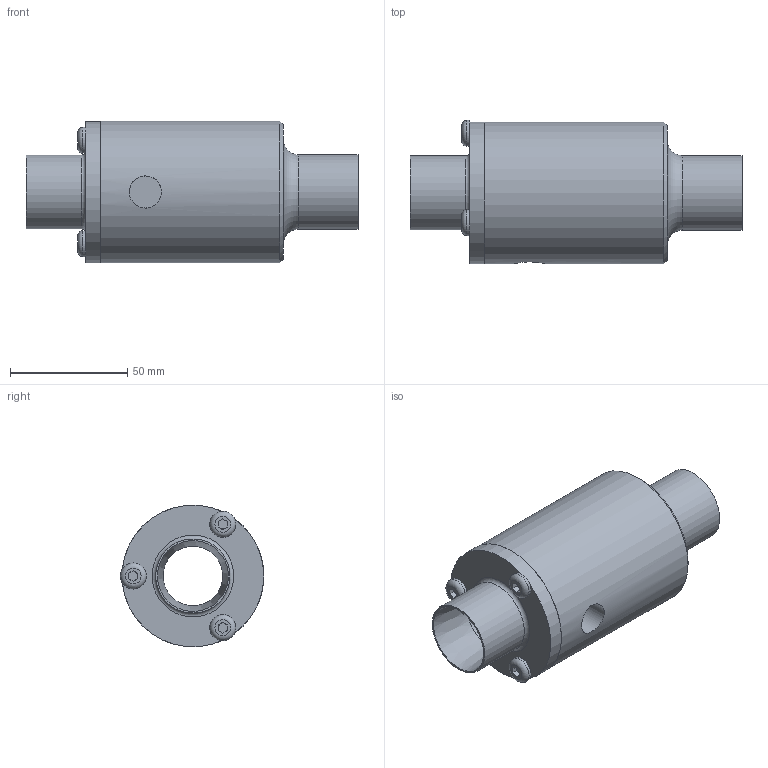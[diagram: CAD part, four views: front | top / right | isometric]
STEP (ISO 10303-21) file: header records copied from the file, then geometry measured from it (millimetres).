
FILE_DESCRIPTION(/* description */ (''),/* implementation_level */ '2;1');
FILE_NAME(/* name */ '170125-DIM.stp',/* time_stamp */ '2025-05-22T07:34:47-04:00',/* author */ ('AdamLaub'),/* organization */ (''),/* preprocessor_version */ 'ST-DEVELOPER v20',/* originating_system */ 'Autodesk Inventor 2025',/* authorisation */ '');
FILE_SCHEMA (('AUTOMOTIVE_DESIGN { 1 0 10303 214 3 1 1 }'));
Length unit declared in the file: inch
Products named in the file (4): 170125-A-DIM; 902453; 6728-DIM; Unbrako - 1/4 x 3/4
Assembly tree (5 placements, depth 2):
  170125-A-DIM
    902453
    6728-DIM
    Unbrako - 1/4 x 3/4  x3
Bounding box: 141.34 x 61.11 x 60.33 mm (x, y, z)
Volume: 210214.8 mm3; surface area: 46075.9 mm2
Topology: 5 solids, 5 shells, 79 faces, 178 edges, 117 vertices
Faces by surface type: plane 37, cylinder 22, cone 11, torus 9
Full cylindrical faces by diameter (mm): 5.159 x3, 6.35 x9, 11.1 x3, 13.716 x1, 25.4 x2, 31.623 x1, 31.75 x1, 60.325 x2
Entity records: 1548 total; most frequent: CARTESIAN_POINT 278, DIRECTION 262, ORIENTED_EDGE 204, AXIS2_PLACEMENT_3D 112, EDGE_CURVE 102, EDGE_LOOP 69, VERTEX_POINT 69, CIRCLE 54
